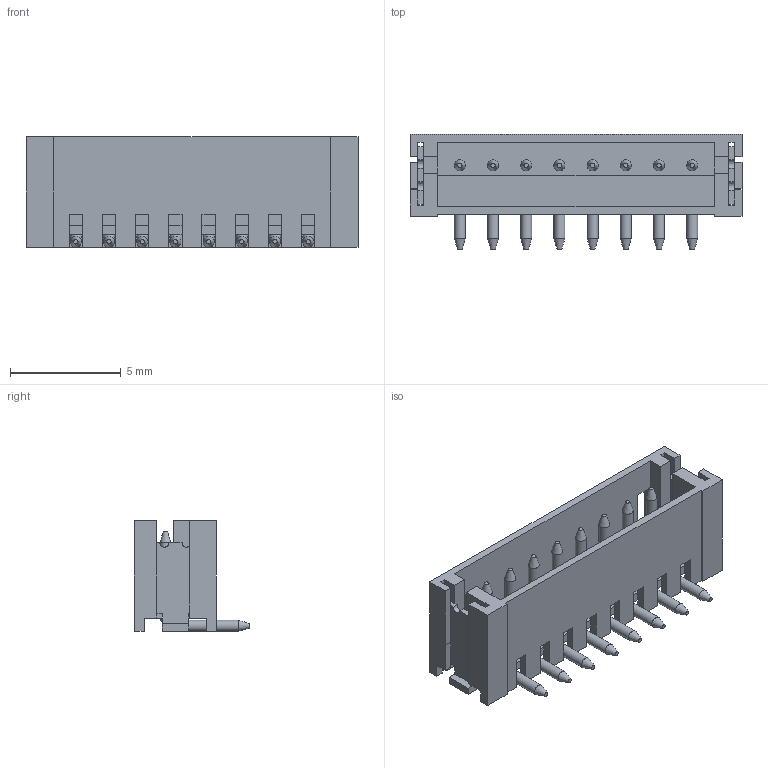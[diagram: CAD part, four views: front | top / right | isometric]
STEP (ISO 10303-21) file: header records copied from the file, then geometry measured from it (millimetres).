
FILE_DESCRIPTION(('FreeCAD Model'),'2;1');
FILE_NAME('JST B8B-ZR-SM4-TF.step','2020-04-19T12:41:14',('Author'),(''), 'Open CASCADE STEP processor 7.3','FreeCAD','Unknown');
FILE_SCHEMA(('AUTOMOTIVE_DESIGN { 1 0 10303 214 1 1 1 1 }'));
Length unit declared in the file: millimetre
Products named in the file (6): JST_B2B-ZR-SM4-TF; PlasticBody; SidePlate; Pins; Pin; Side_palte_right
Assembly tree (12 placements, depth 3):
  JST_B2B-ZR-SM4-TF
    PlasticBody
    SidePlate
    Pins
      Pin  x8
    Side_palte_right
Bounding box: 15 x 5.2 x 5 mm (x, y, z)
Volume: 117.9 mm3; surface area: 598.9 mm2
Topology: 11 solids, 11 shells, 196 faces, 524 edges, 330 vertices
Faces by surface type: plane 152, cylinder 20, cone 16, torus 8
Full cylindrical faces by diameter (mm): 0.5 x16
Entity records: 4987 total; most frequent: CARTESIAN_POINT 867, ORIENTED_EDGE 866, DIRECTION 770, EDGE_CURVE 433, LINE 416, VECTOR 416, VERTEX_POINT 274, AXIS2_PLACEMENT_3D 177
